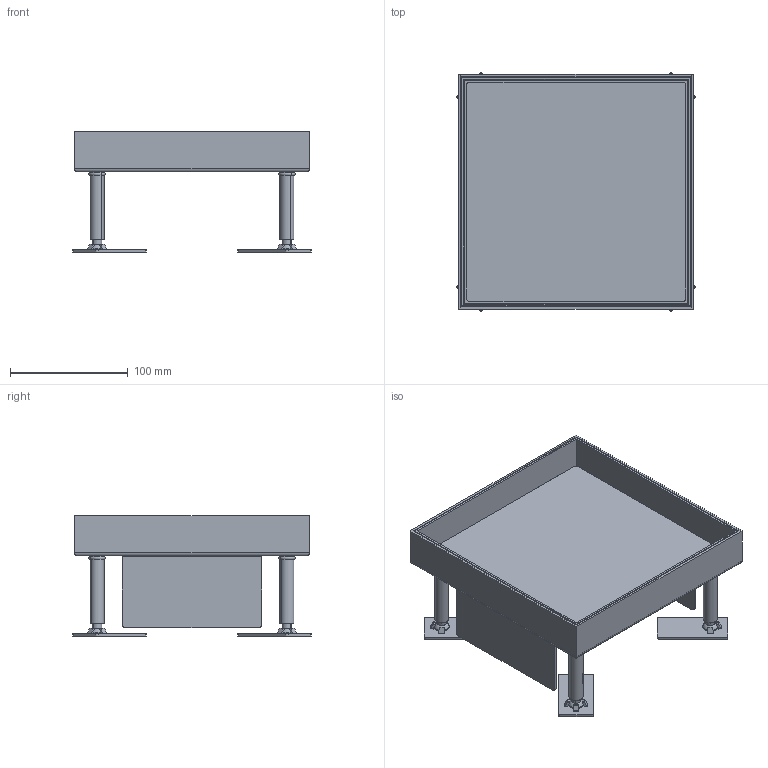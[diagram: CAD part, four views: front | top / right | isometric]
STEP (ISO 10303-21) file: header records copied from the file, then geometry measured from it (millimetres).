
FILE_DESCRIPTION((''),'2;1');
FILE_NAME('7409014_ASM','2015-06-18T',('AndreasKeweloh'),(''),'CREO PARAMETRIC BY PTC INC, 2015080','CREO PARAMETRIC BY PTC INC, 2015080','');
FILE_SCHEMA(('CONFIG_CONTROL_DESIGN'));
Length unit declared in the file: millimetre
Products named in the file (10): 049783__BLIND_25_MM_NENNH_HE_; 053558_H___25__MM_BLIND_ASM; 045083_F_R_NENNH_HE_25_MM_TUBUS; 42389C_BLINDNIET_GEK_RZT__EINBA; 058180__H_25_MM_TUBUS_BLIND_ASM; 041819_L__70_MM; 041219; 054599_STANDARD_MIT_MUTTER_ASM; 049779_AUSF_HRUNG__BLIND__RK__4; 7409014_ASM
Assembly tree (15 placements, depth 3):
  7409014_ASM
    053558_H___25__MM_BLIND_ASM
      049783__BLIND_25_MM_NENNH_HE_
    058180__H_25_MM_TUBUS_BLIND_ASM
      045083_F_R_NENNH_HE_25_MM_TUBUS
      42389C_BLINDNIET_GEK_RZT__EINBA  x4
    054599_STANDARD_MIT_MUTTER_ASM  x4
      041819_L__70_MM
      041219
    049779_AUSF_HRUNG__BLIND__RK__4
Bounding box: 201.75 x 201.75 x 102 mm (x, y, z)
Volume: 355650 mm3; surface area: 335050.4 mm2
Topology: 15 solids, 15 shells, 443 faces, 1060 edges, 656 vertices
Faces by surface type: plane 215, cylinder 164, bspline 24, torus 16, sphere 16, cone 8
Entity records: 5401 total; most frequent: CARTESIAN_POINT 1174, DIRECTION 866, ORIENTED_EDGE 812, EDGE_CURVE 406, AXIS2_PLACEMENT_3D 295, VECTOR 276, LINE 276, VERTEX_POINT 251
